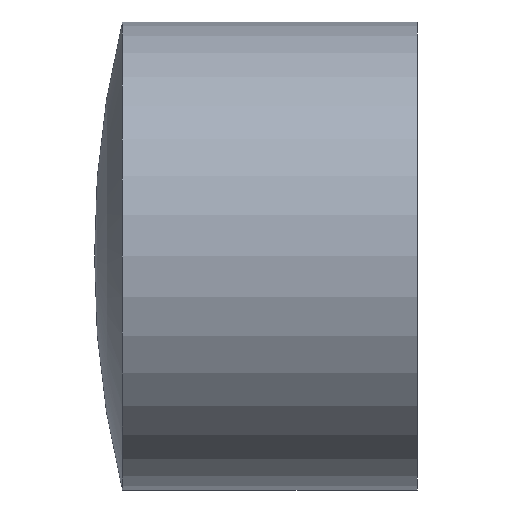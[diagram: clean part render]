
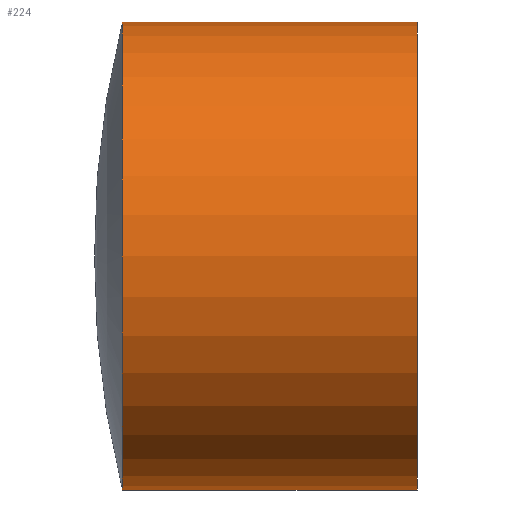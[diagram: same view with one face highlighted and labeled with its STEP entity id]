
A CAD part, left-side view. The second image highlights one B-rep face of the part: STEP entity #224.
In plain terms, the highlighted cylindrical face has radius 90 mm (diameter 180 mm), a partial arc.
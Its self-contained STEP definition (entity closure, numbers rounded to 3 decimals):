
#2 = DIRECTION ( 'NONE',  ( 0., 0., -1. ) ) ;
#18 = VERTEX_POINT ( 'NONE', #40 ) ;
#20 = VERTEX_POINT ( 'NONE', #131 ) ;
#21 = DIRECTION ( 'NONE',  ( 0., -1., 0. ) ) ;
#26 = DIRECTION ( 'NONE',  ( 0., -1., 0. ) ) ;
#40 = CARTESIAN_POINT ( 'NONE',  ( 0., 113.46, 90. ) ) ;
#46 = FACE_OUTER_BOUND ( 'NONE', #259, .T. ) ;
#60 = CARTESIAN_POINT ( 'NONE',  ( 0., 0., -90. ) ) ;
#66 = LINE ( 'NONE', #170, #97 ) ;
#68 = CARTESIAN_POINT ( 'NONE',  ( 0., 113.46, -90. ) ) ;
#75 = VECTOR ( 'NONE', #124, 1000. ) ;
#86 = AXIS2_PLACEMENT_3D ( 'NONE', #246, #26, #113 ) ;
#97 = VECTOR ( 'NONE', #269, 1000. ) ;
#103 = ORIENTED_EDGE ( 'NONE', *, *, #244, .T. ) ;
#104 = VERTEX_POINT ( 'NONE', #60 ) ;
#109 = DIRECTION ( 'NONE',  ( 0., 0., -1. ) ) ;
#111 = CARTESIAN_POINT ( 'NONE',  ( 0., 113.46, 0. ) ) ;
#113 = DIRECTION ( 'NONE',  ( 0., 0., -1. ) ) ;
#122 = EDGE_CURVE ( 'NONE', #20, #104, #197, .T. ) ;
#124 = DIRECTION ( 'NONE',  ( 0., -1., 0. ) ) ;
#131 = CARTESIAN_POINT ( 'NONE',  ( 0., 0., 90. ) ) ;
#141 = CYLINDRICAL_SURFACE ( 'NONE', #86, 90. ) ;
#143 = LINE ( 'NONE', #248, #75 ) ;
#144 = AXIS2_PLACEMENT_3D ( 'NONE', #111, #220, #2 ) ;
#149 = CIRCLE ( 'NONE', #144, 90. ) ;
#158 = ORIENTED_EDGE ( 'NONE', *, *, #213, .F. ) ;
#170 = CARTESIAN_POINT ( 'NONE',  ( 0., 0., 90. ) ) ;
#174 = EDGE_CURVE ( 'NONE', #18, #238, #149, .T. ) ;
#196 = AXIS2_PLACEMENT_3D ( 'NONE', #240, #21, #109 ) ;
#197 = CIRCLE ( 'NONE', #196, 90. ) ;
#213 = EDGE_CURVE ( 'NONE', #18, #20, #66, .T. ) ;
#220 = DIRECTION ( 'NONE',  ( 0., -1., 0. ) ) ;
#224 = ADVANCED_FACE ( 'NONE', ( #46 ), #141, .T. ) ;
#234 = ORIENTED_EDGE ( 'NONE', *, *, #174, .T. ) ;
#238 = VERTEX_POINT ( 'NONE', #68 ) ;
#240 = CARTESIAN_POINT ( 'NONE',  ( 0., 0., 0. ) ) ;
#244 = EDGE_CURVE ( 'NONE', #238, #104, #143, .T. ) ;
#246 = CARTESIAN_POINT ( 'NONE',  ( 0., 0., 0. ) ) ;
#248 = CARTESIAN_POINT ( 'NONE',  ( 0., 0., -90. ) ) ;
#259 = EDGE_LOOP ( 'NONE', ( #158, #234, #103, #282 ) ) ;
#269 = DIRECTION ( 'NONE',  ( 0., -1., 0. ) ) ;
#282 = ORIENTED_EDGE ( 'NONE', *, *, #122, .F. ) ;
